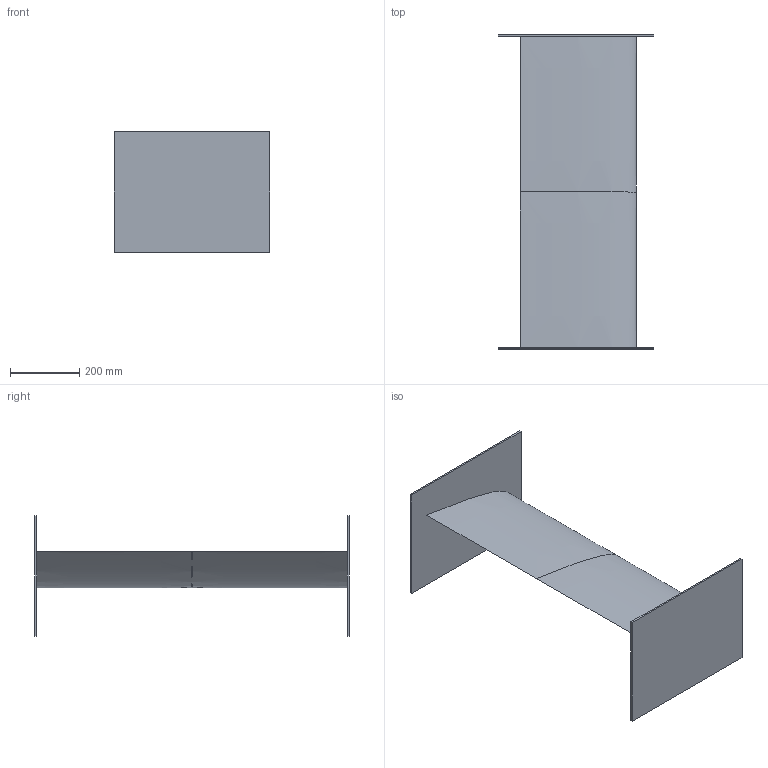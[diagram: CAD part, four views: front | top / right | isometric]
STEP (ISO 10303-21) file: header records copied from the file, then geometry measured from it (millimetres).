
FILE_DESCRIPTION(('CATIA V5 STEP Exchange'),'2;1');
FILE_NAME('S8035.stp','2019-12-12T12:12:16+00:00',('none'),('none'),'CATIA Version 5 Release 17 (IN-10)','CATIA V5 STEP AP203','none');
FILE_SCHEMA(('CONFIG_CONTROL_DESIGN'));
Length unit declared in the file: millimetre
Products named in the file (1): Product8
Assembly tree (4 placements, depth 2):
  Product8
    #56
    #3079
    #3254
    #3429
Bounding box: 450 x 910 x 350 mm (x, y, z)
Volume: 11770986.9 mm3; surface area: 1336431.9 mm2
Topology: 4 solids, 4 shells, 20 faces, 36 edges, 24 vertices
Faces by surface type: plane 16, bspline 4
Entity records: 6435 total; most frequent: CARTESIAN_POINT 5952, DIRECTION 72, ORIENTED_EDGE 72, EDGE_CURVE 36, AXIS2_PLACEMENT_3D 24, VECTOR 24, LINE 24, VERTEX_POINT 24
